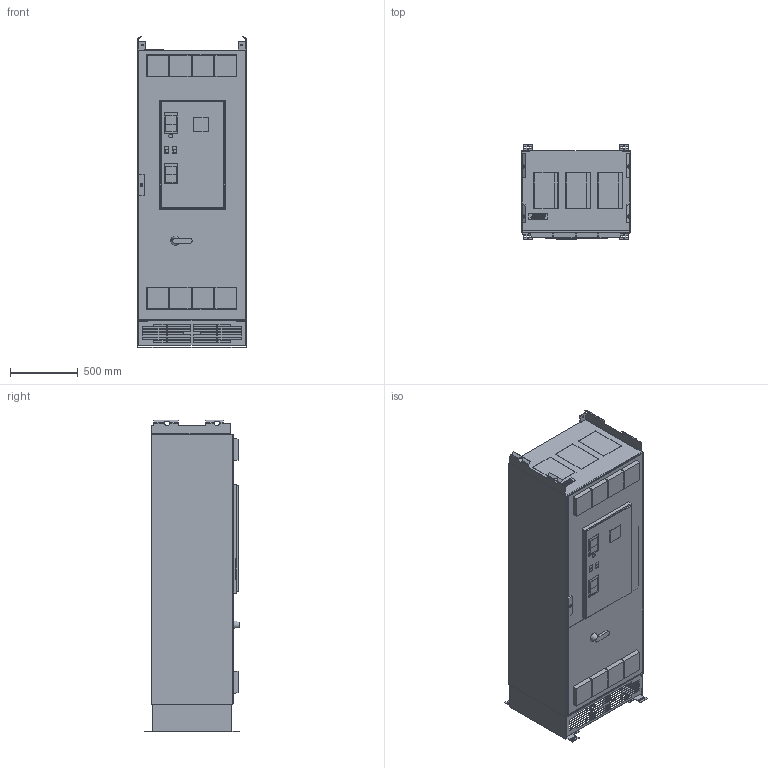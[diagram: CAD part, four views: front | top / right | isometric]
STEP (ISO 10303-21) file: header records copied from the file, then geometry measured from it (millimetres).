
FILE_DESCRIPTION(/* description */ (''),/* implementation_level */ '2;1');
FILE_NAME(/* name */ '181K4923.stp',/* time_stamp */ '2026-01-05T14:52:30+02:00',/* author */ (''),/* organization */ (''),/* preprocessor_version */ 'ST-DEVELOPER v20',/* originating_system */ 'SIEMENS PLM Software NX2312.3002',/* authorisation */ '');
FILE_SCHEMA (('AUTOMOTIVE_DESIGN { 1 0 10303 214 3 1 1 1 }'));
Products named in the file (4): 181K4897; 181K4892; 181K4905; 181K4923
Assembly tree (3 placements, depth 2):
  181K4923
    181K4905
    181K4892
    181K4897
Bounding box: 800 x 706.8 x 2302.5 mm (x, y, z)
Volume: 583508837.6 mm3; surface area: 22820150.4 mm2
Topology: 3 solids, 17 shells, 1638 faces, 4431 edges, 2944 vertices
Faces by surface type: plane 1310, cylinder 233, extrusion 47, cone 37, bspline 11
Full cylindrical faces by diameter (mm): 3 x1, 4 x1, 6 x1, 6.5 x2, 7 x9, 8 x1, 8.5 x1, 10 x12, 10.5 x12, 12.2 x1, 13 x3, 15 x12, 15.5 x24, 19.788 x1, 22 x1, 24 x3, 28 x1, 28.338 x1, 28.472 x1, 46 x10, 50.4 x1, 65 x8
Entity records: 61513 total; most frequent: CARTESIAN_POINT 14132, ORIENTED_EDGE 8368, DIRECTION 7505, EDGE_CURVE 4184, VECTOR 3339, LINE 3292, VERTEX_POINT 2865, EDGE_LOOP 2133
